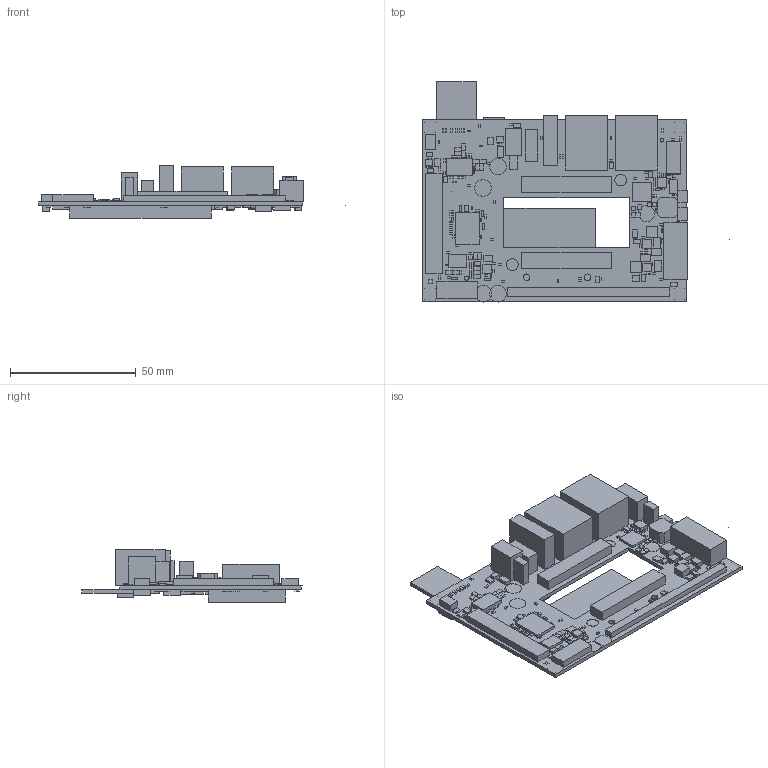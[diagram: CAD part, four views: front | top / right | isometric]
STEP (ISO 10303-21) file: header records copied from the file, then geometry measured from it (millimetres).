
FILE_DESCRIPTION(('FreeCAD Model'),'2;1');
FILE_NAME('1459-1.step', '2016-02-10T08:27:06',('FreeCAD'),('FreeCAD'), 'Open CASCADE STEP processor 6.3','FreeCAD','Unknown');
FILE_SCHEMA(('AUTOMOTIVE_DESIGN_CC2 { 1 2 10303 214 -1 1 5 4 }'));
Length unit declared in the file: millimetre
Products named in the file (413): Board_outline; C130; C27; C128; C156; C32; C38; C34; C108; C118; C14; C25; C116; C119; C127; C153; C114; C47; C132; C100; C4; C8; C149; J18; C11; C104; C43; C22; C152; C109; C110; C122; C129; C3; C85; C138; C1; C154; C102; C40 ...
Bounding box: 121.9 x 87.41 x 20.87 mm (x, y, z)
Volume: 41103.2 mm3; surface area: 36758.6 mm2
Topology: 413 solids, 413 shells, 2479 faces, 4959 edges, 3306 vertices
Faces by surface type: plane 2434, cylinder 45
Full cylindrical faces by diameter (mm): 1.1 x4, 1.2 x4, 1.6 x1, 2.6 x2, 3.2 x4
Entity records: 135040 total; most frequent: CARTESIAN_POINT 20999, DIRECTION 19871, LINE 14697, VECTOR 14697, ORIENTED_EDGE 9918, PCURVE 9918, DEFINITIONAL_REPRESENTATION 9918, EDGE_CURVE 4959
